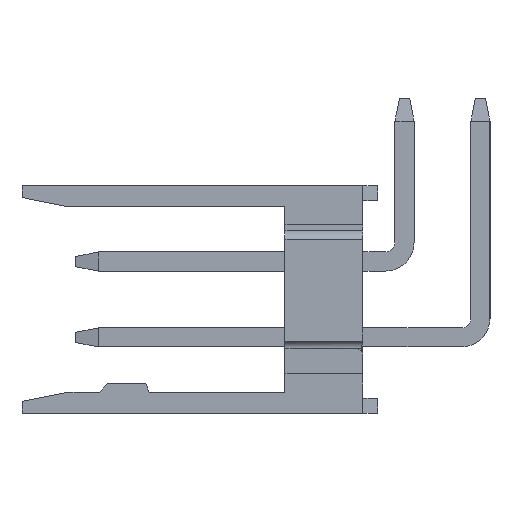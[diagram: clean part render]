
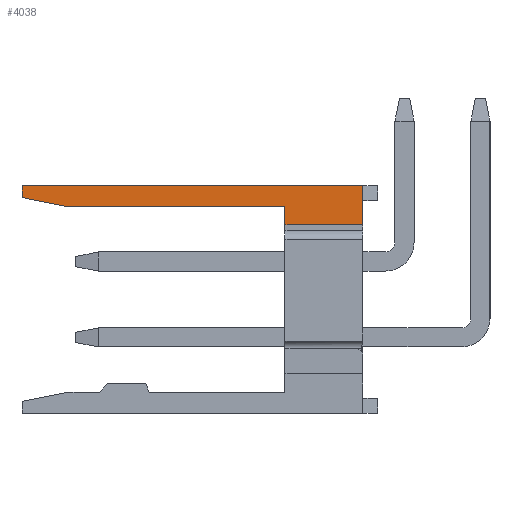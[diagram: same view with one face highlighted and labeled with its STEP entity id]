
A CAD part, left-side view. The second image highlights one B-rep face of the part: STEP entity #4038.
In plain terms, the highlighted planar face has unit normal (-1, 0, 0).
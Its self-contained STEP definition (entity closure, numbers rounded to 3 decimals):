
#742=CARTESIAN_POINT('',(-11.9,-1.3,3.81));
#743=VERTEX_POINT('',#742);
#750=CARTESIAN_POINT('',(-11.9,-1.3,2.5));
#751=VERTEX_POINT('',#750);
#752=CARTESIAN_POINT('',(-11.9,-1.3,3.81));
#753=DIRECTION('',(0.,0.,-1.));
#754=VECTOR('',#753,1.31);
#755=LINE('',#752,#754);
#756=EDGE_CURVE('',#743,#751,#755,.T.);
#1648=CARTESIAN_POINT('',(-11.9,1.3,2.5));
#1649=VERTEX_POINT('',#1648);
#1656=CARTESIAN_POINT('',(-11.9,1.3,3.11));
#1657=VERTEX_POINT('',#1656);
#1658=CARTESIAN_POINT('',(-11.9,1.3,2.5));
#1659=DIRECTION('',(0.,0.,1.));
#1660=VECTOR('',#1659,0.61);
#1661=LINE('',#1658,#1660);
#1662=EDGE_CURVE('',#1649,#1657,#1661,.T.);
#3983=CARTESIAN_POINT('',(-11.9,10.1,3.81));
#3984=VERTEX_POINT('',#3983);
#3991=CARTESIAN_POINT('',(-11.9,10.1,3.81));
#3992=DIRECTION('',(0.,-1.,0.));
#3993=VECTOR('',#3992,11.4);
#3994=LINE('',#3991,#3993);
#3995=EDGE_CURVE('',#3984,#743,#3994,.T.);
#4000=CARTESIAN_POINT('',(-11.9,10.1,2.5));
#4001=DIRECTION('',(0.,0.,1.));
#4002=DIRECTION('',(-1.,0.,0.));
#4003=AXIS2_PLACEMENT_3D('',#4000,#4002,#4001);
#4004=PLANE('',#4003);
#4005=ORIENTED_EDGE('',*,*,#756,.F.);
#4006=ORIENTED_EDGE('',*,*,#3995,.F.);
#4007=CARTESIAN_POINT('',(-11.9,10.1,3.41));
#4008=VERTEX_POINT('',#4007);
#4009=CARTESIAN_POINT('',(-11.9,10.1,3.81));
#4010=DIRECTION('',(0.,0.,-1.));
#4011=VECTOR('',#4010,0.4);
#4012=LINE('',#4009,#4011);
#4013=EDGE_CURVE('',#3984,#4008,#4012,.T.);
#4014=ORIENTED_EDGE('',*,*,#4013,.T.);
#4015=CARTESIAN_POINT('',(-11.9,8.6,3.11));
#4016=VERTEX_POINT('',#4015);
#4017=CARTESIAN_POINT('',(-11.9,10.1,3.41));
#4018=DIRECTION('',(0.,-0.981,-0.196));
#4019=VECTOR('',#4018,1.53);
#4020=LINE('',#4017,#4019);
#4021=EDGE_CURVE('',#4008,#4016,#4020,.T.);
#4022=ORIENTED_EDGE('',*,*,#4021,.T.);
#4023=CARTESIAN_POINT('',(-11.9,8.6,3.11));
#4024=DIRECTION('',(0.,-1.,0.));
#4025=VECTOR('',#4024,7.3);
#4026=LINE('',#4023,#4025);
#4027=EDGE_CURVE('',#4016,#1657,#4026,.T.);
#4028=ORIENTED_EDGE('',*,*,#4027,.T.);
#4029=ORIENTED_EDGE('',*,*,#1662,.F.);
#4030=CARTESIAN_POINT('',(-11.9,1.3,2.5));
#4031=DIRECTION('',(0.,-1.,0.));
#4032=VECTOR('',#4031,2.6);
#4033=LINE('',#4030,#4032);
#4034=EDGE_CURVE('',#1649,#751,#4033,.T.);
#4035=ORIENTED_EDGE('',*,*,#4034,.T.);
#4036=EDGE_LOOP('',(#4005,#4006,#4014,#4022,#4028,#4029,#4035));
#4037=FACE_OUTER_BOUND('',#4036,.T.);
#4038=ADVANCED_FACE('',(#4037),#4004,.T.);
